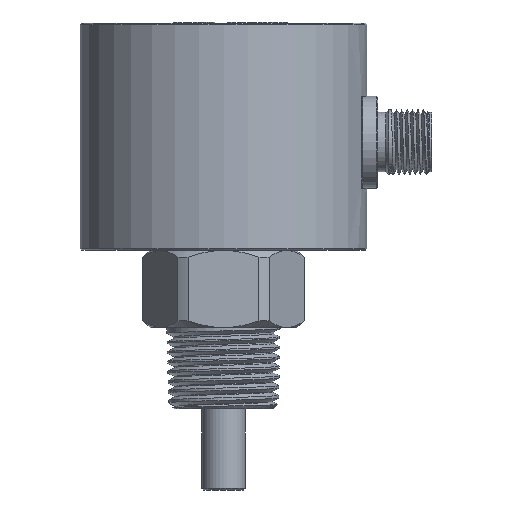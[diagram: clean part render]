
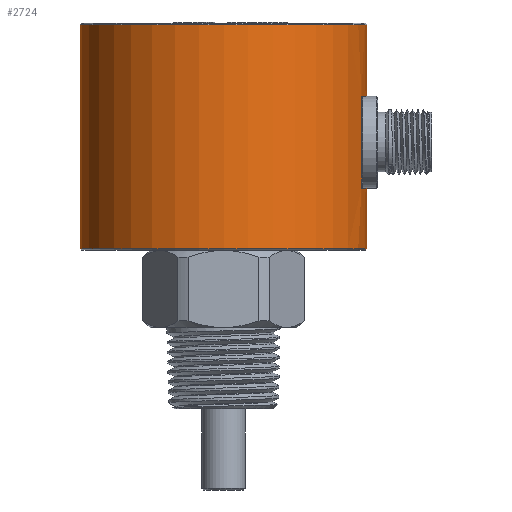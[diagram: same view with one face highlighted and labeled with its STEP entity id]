
A CAD part, left-side view. The second image highlights one B-rep face of the part: STEP entity #2724.
In plain terms, the highlighted cylindrical face has radius 26.5 mm (diameter 53 mm), a full revolution.
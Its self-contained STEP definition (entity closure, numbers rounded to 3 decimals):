
#628=CYLINDRICAL_SURFACE('',#8987,26.5);
#674=LINE('',#11855,#1683);
#675=LINE('',#11859,#1684);
#1683=VECTOR('',#9612,1.);
#1684=VECTOR('',#9615,1.);
#2724=ADVANCED_FACE('',(#3623,#3624,#3625),#628,.T.);
#3623=FACE_BOUND('',#3791,.T.);
#3624=FACE_BOUND('',#3792,.T.);
#3625=FACE_BOUND('',#3793,.T.);
#3791=EDGE_LOOP('',(#4389));
#3792=EDGE_LOOP('',(#4390));
#3793=EDGE_LOOP('',(#4391,#4392,#4393,#4394));
#4389=ORIENTED_EDGE('',*,*,#7644,.T.);
#4390=ORIENTED_EDGE('',*,*,#7643,.T.);
#4391=ORIENTED_EDGE('',*,*,#7645,.T.);
#4392=ORIENTED_EDGE('',*,*,#7646,.F.);
#4393=ORIENTED_EDGE('',*,*,#7647,.T.);
#4394=ORIENTED_EDGE('',*,*,#7648,.F.);
#6815=VERTEX_POINT('',#11848);
#6816=VERTEX_POINT('',#11851);
#6817=VERTEX_POINT('',#11853);
#6818=VERTEX_POINT('',#11854);
#6819=VERTEX_POINT('',#11856);
#6820=VERTEX_POINT('',#11858);
#7643=EDGE_CURVE('',#6815,#6815,#8857,.T.);
#7644=EDGE_CURVE('',#6816,#6816,#8858,.T.);
#7645=EDGE_CURVE('',#6817,#6818,#8859,.T.);
#7646=EDGE_CURVE('',#6819,#6818,#674,.T.);
#7647=EDGE_CURVE('',#6819,#6820,#8860,.T.);
#7648=EDGE_CURVE('',#6817,#6820,#675,.T.);
#8857=CIRCLE('',#8982,26.5);
#8858=CIRCLE('',#8984,26.5);
#8859=CIRCLE('',#8985,26.5);
#8860=CIRCLE('',#8986,26.5);
#8982=AXIS2_PLACEMENT_3D('',#11847,#9604,#9605);
#8984=AXIS2_PLACEMENT_3D('',#11850,#9608,#9609);
#8985=AXIS2_PLACEMENT_3D('',#11852,#9610,#9611);
#8986=AXIS2_PLACEMENT_3D('',#11857,#9613,#9614);
#8987=AXIS2_PLACEMENT_3D('',#11860,#9616,#9617);
#9604=DIRECTION('',(0.,0.,1.));
#9605=DIRECTION('',(-1.,0.,0.));
#9608=DIRECTION('',(0.,0.,-1.));
#9609=DIRECTION('',(0.,1.,0.));
#9610=DIRECTION('',(0.,0.,1.));
#9611=DIRECTION('',(-0.272,-0.962,0.));
#9612=DIRECTION('',(0.,0.,1.));
#9613=DIRECTION('',(0.,0.,-1.));
#9614=DIRECTION('',(0.272,-0.962,0.));
#9615=DIRECTION('',(0.,0.,-1.));
#9616=DIRECTION('',(0.,0.,1.));
#9617=DIRECTION('',(-1.,0.,0.));
#11847=CARTESIAN_POINT('',(26.5,26.5,-41.7));
#11848=CARTESIAN_POINT('',(0.,26.5,-41.7));
#11850=CARTESIAN_POINT('',(26.5,26.5,-0.3));
#11851=CARTESIAN_POINT('',(26.5,53.,-0.3));
#11852=CARTESIAN_POINT('',(26.5,26.5,-13.5));
#11853=CARTESIAN_POINT('',(19.289,1.,-13.5));
#11854=CARTESIAN_POINT('',(33.711,1.,-13.5));
#11855=CARTESIAN_POINT('',(33.711,1.,-30.5));
#11856=CARTESIAN_POINT('',(33.711,1.,-30.5));
#11857=CARTESIAN_POINT('',(26.5,26.5,-30.5));
#11858=CARTESIAN_POINT('',(19.289,1.,-30.5));
#11859=CARTESIAN_POINT('',(19.289,1.,-13.5));
#11860=CARTESIAN_POINT('',(26.5,26.5,-42.));
